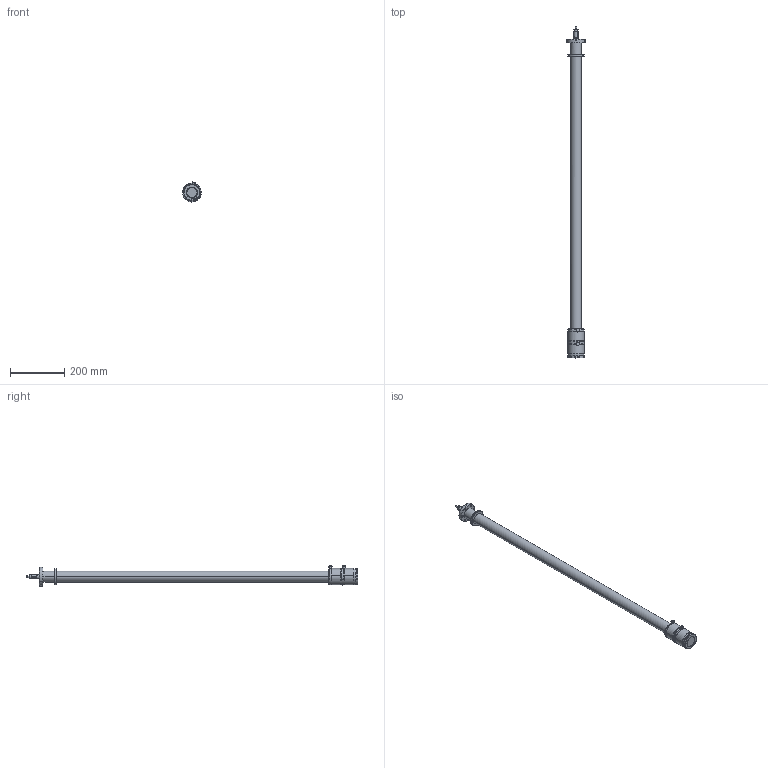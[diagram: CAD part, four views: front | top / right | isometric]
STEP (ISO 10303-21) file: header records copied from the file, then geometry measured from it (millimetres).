
FILE_DESCRIPTION(('CATIA V5 STEP Exchange','CAx-IF Rec.Pracs.--- Model Styling and Organization---1.2---2011-12-15'),'2;1');
FILE_NAME('RMJG40-1000-0050.stp','2020-03-04T07:59:38+00:00',('none'),('none'),'CATIA Version 5 Release 21 SP 6 (IN-10)','CATIA V5 STEP AP214','none');
FILE_SCHEMA(('AUTOMOTIVE_DESIGN { 1 0 10303 214 1 1 1 1 }'));
Length unit declared in the file: millimetre
Products named in the file (1): RMJG40-1000-0050
Bounding box: 69.49 x 1219.39 x 74.18 mm (x, y, z)
Volume: 433349 mm3; surface area: 462952.8 mm2
Topology: 2 solids, 37 shells, 1197 faces, 3068 edges, 1889 vertices
Faces by surface type: cylinder 429, plane 426, cone 240, torus 68, sphere 34
Entity records: 35147 total; most frequent: CARTESIAN_POINT 8630, ORIENTED_EDGE 6072, DIRECTION 3885, EDGE_CURVE 3036, AXIS2_PLACEMENT_3D 1934, VERTEX_POINT 1889, EDGE_LOOP 1349, VECTOR 1316
